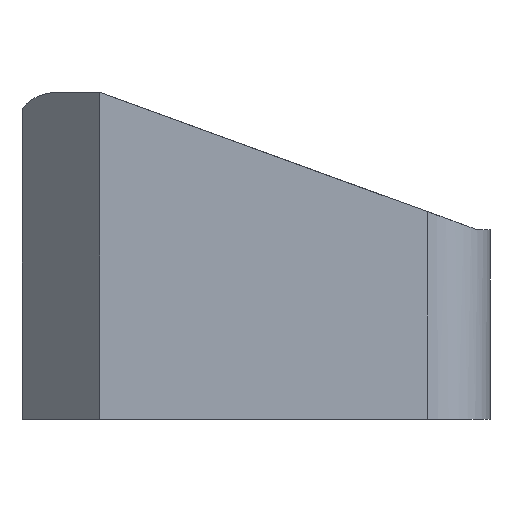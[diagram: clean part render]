
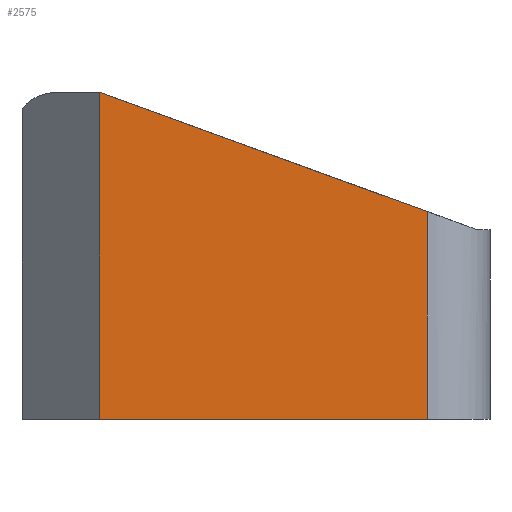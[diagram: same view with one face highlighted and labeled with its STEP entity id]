
A CAD part, left-side view. The second image highlights one B-rep face of the part: STEP entity #2575.
In plain terms, the highlighted planar face has unit normal (-1, 0, 0).
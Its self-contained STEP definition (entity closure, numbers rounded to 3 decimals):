
#171=FACE_OUTER_BOUND('',#314,.T.);
#314=EDGE_LOOP('',(#1903,#1904,#1905,#1906,#1907));
#501=LINE('',#3711,#820);
#556=LINE('',#3842,#875);
#557=LINE('',#3844,#876);
#558=LINE('',#3845,#877);
#559=LINE('',#3846,#878);
#820=VECTOR('',#3006,10.);
#875=VECTOR('',#3113,10.);
#876=VECTOR('',#3114,10.);
#877=VECTOR('',#3115,10.);
#878=VECTOR('',#3116,10.);
#1119=VERTEX_POINT('',#3708);
#1120=VERTEX_POINT('',#3710);
#1169=VERTEX_POINT('',#3840);
#1170=VERTEX_POINT('',#3841);
#1171=VERTEX_POINT('',#3843);
#1392=EDGE_CURVE('',#1120,#1119,#501,.T.);
#1455=EDGE_CURVE('',#1169,#1170,#556,.T.);
#1456=EDGE_CURVE('',#1171,#1169,#557,.T.);
#1457=EDGE_CURVE('',#1120,#1171,#558,.T.);
#1458=EDGE_CURVE('',#1119,#1170,#559,.T.);
#1903=ORIENTED_EDGE('',*,*,#1455,.F.);
#1904=ORIENTED_EDGE('',*,*,#1456,.F.);
#1905=ORIENTED_EDGE('',*,*,#1457,.F.);
#1906=ORIENTED_EDGE('',*,*,#1392,.T.);
#1907=ORIENTED_EDGE('',*,*,#1458,.T.);
#2457=PLANE('',#2727);
#2575=ADVANCED_FACE('',(#171),#2457,.T.);
#2727=AXIS2_PLACEMENT_3D('',#3839,#3111,#3112);
#3006=DIRECTION('',(0.,0.94,0.342));
#3111=DIRECTION('center_axis',(-1.,0.,0.));
#3112=DIRECTION('ref_axis',(0.,0.,1.));
#3113=DIRECTION('',(0.,0.,1.));
#3114=DIRECTION('',(0.,1.,0.));
#3115=DIRECTION('',(0.,0.,-1.));
#3116=DIRECTION('',(0.,1.,0.));
#3708=CARTESIAN_POINT('',(220.,-40.085,120.002));
#3710=CARTESIAN_POINT('',(220.,-170.085,72.686));
#3711=CARTESIAN_POINT('',(220.,-158.897,76.759));
#3839=CARTESIAN_POINT('Origin',(220.,-190.436,65.279));
#3840=CARTESIAN_POINT('',(220.,-40.,-9.998));
#3841=CARTESIAN_POINT('',(220.,-40.,120.002));
#3842=CARTESIAN_POINT('',(220.,-40.,60.141));
#3843=CARTESIAN_POINT('',(220.,-170.085,-9.998));
#3844=CARTESIAN_POINT('',(220.,-40.085,-9.998));
#3845=CARTESIAN_POINT('',(220.,-170.085,27.641));
#3846=CARTESIAN_POINT('',(220.,-40.085,120.002));
